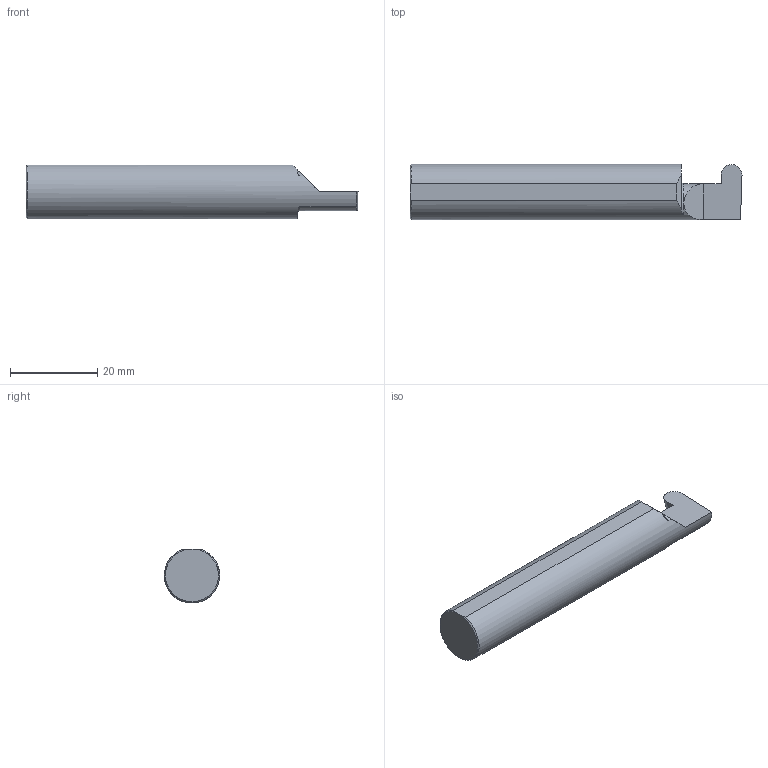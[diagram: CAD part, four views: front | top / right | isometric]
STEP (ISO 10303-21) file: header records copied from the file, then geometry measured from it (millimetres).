
FILE_DESCRIPTION (( 'STEP AP203' ), '1' );
FILE_NAME ('222515-GFR187-8.STEP', '2024-06-28T19:26:47', ( '' ), ( '' ), 'SwSTEP 2.0', 'SolidWorks 2024', '' );
FILE_SCHEMA (( 'CONFIG_CONTROL_DESIGN' ));
Length unit declared in the file: inch
Products named in the file (1): 222515-GFR187-8
Bounding box: 76.2 x 12.68 x 12.39 mm (x, y, z)
Volume: 8392.5 mm3; surface area: 3081.7 mm2
Topology: 1 solids, 1 shells, 22 faces, 58 edges, 38 vertices
Faces by surface type: plane 14, cylinder 5, cone 2, torus 1
Entity records: 778 total; most frequent: CARTESIAN_POINT 197, ORIENTED_EDGE 116, DIRECTION 94, EDGE_CURVE 58, VERTEX_POINT 38, AXIS2_PLACEMENT_3D 33, VECTOR 28, LINE 28
